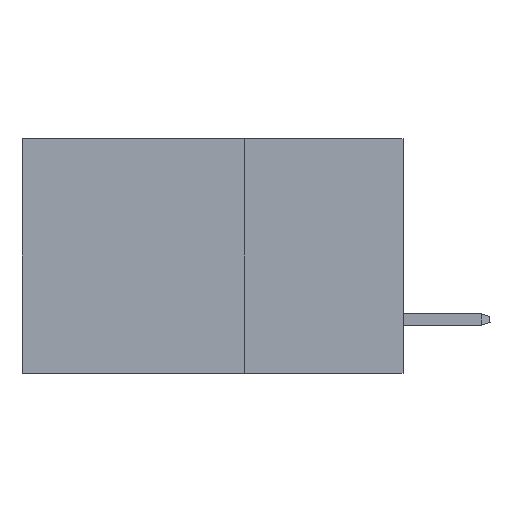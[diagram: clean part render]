
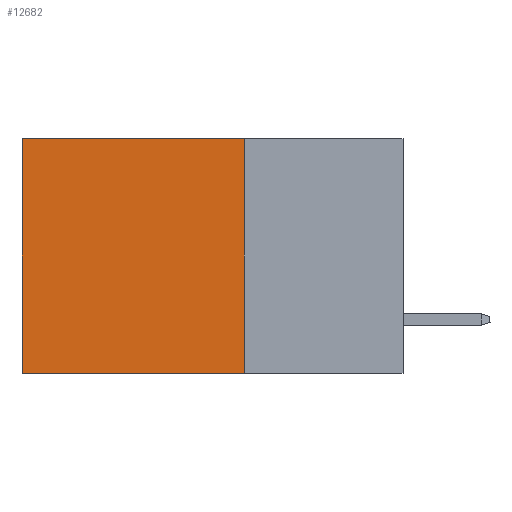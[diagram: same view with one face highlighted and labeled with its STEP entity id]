
A CAD part, left-side view. The second image highlights one B-rep face of the part: STEP entity #12682.
In plain terms, the highlighted planar face has unit normal (-1, 0, 0).
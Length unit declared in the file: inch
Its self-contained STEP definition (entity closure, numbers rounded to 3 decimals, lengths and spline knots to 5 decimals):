
#400 = ORIENTED_EDGE ( 'NONE', *, *, #5786, .T. ) ;
#1364 = VERTEX_POINT ( 'NONE', #17368 ) ;
#1460 = DIRECTION ( 'NONE',  ( 0., 0., -1. ) ) ;
#2102 = DIRECTION ( 'NONE',  ( 0., 0., -1. ) ) ;
#2256 = CARTESIAN_POINT ( 'NONE',  ( 0.2875, 0.25, -0.37 ) ) ;
#2266 = CARTESIAN_POINT ( 'NONE',  ( 0.2875, 0.25, 0. ) ) ;
#2352 = DIRECTION ( 'NONE',  ( 0., 1., 0. ) ) ;
#3027 = VECTOR ( 'NONE', #2352, 39.37008 ) ;
#3561 = CARTESIAN_POINT ( 'NONE',  ( 0.2875, 0.25, 0. ) ) ;
#3705 = LINE ( 'NONE', #9923, #5041 ) ;
#4613 = EDGE_CURVE ( 'NONE', #6856, #1364, #16113, .T. ) ;
#5041 = VECTOR ( 'NONE', #2102, 39.37008 ) ;
#5221 = EDGE_LOOP ( 'NONE', ( #400, #5945, #19002, #18107 ) ) ;
#5468 = CARTESIAN_POINT ( 'NONE',  ( 0.2875, 0.6, -0.37 ) ) ;
#5786 = EDGE_CURVE ( 'NONE', #1364, #15026, #5813, .T. ) ;
#5813 = LINE ( 'NONE', #10287, #10526 ) ;
#5945 = ORIENTED_EDGE ( 'NONE', *, *, #19600, .F. ) ;
#5948 = VECTOR ( 'NONE', #8463, 39.37008 ) ;
#6856 = VERTEX_POINT ( 'NONE', #3561 ) ;
#8049 = EDGE_CURVE ( 'NONE', #6856, #15528, #3705, .T. ) ;
#8463 = DIRECTION ( 'NONE',  ( 0., 1., 0. ) ) ;
#8816 = PLANE ( 'NONE',  #11017 ) ;
#9586 = CARTESIAN_POINT ( 'NONE',  ( 0.2875, 0.25, -0.37 ) ) ;
#9923 = CARTESIAN_POINT ( 'NONE',  ( 0.2875, 0.25, 0. ) ) ;
#10287 = CARTESIAN_POINT ( 'NONE',  ( 0.2875, 0.6, 0. ) ) ;
#10526 = VECTOR ( 'NONE', #1460, 39.37008 ) ;
#11017 = AXIS2_PLACEMENT_3D ( 'NONE', #18166, #18061, #19375 ) ;
#12682 = ADVANCED_FACE ( 'NONE', ( #13617 ), #8816, .F. ) ;
#13617 = FACE_OUTER_BOUND ( 'NONE', #5221, .T. ) ;
#15026 = VERTEX_POINT ( 'NONE', #5468 ) ;
#15528 = VERTEX_POINT ( 'NONE', #9586 ) ;
#16113 = LINE ( 'NONE', #2266, #3027 ) ;
#17368 = CARTESIAN_POINT ( 'NONE',  ( 0.2875, 0.6, 0. ) ) ;
#18061 = DIRECTION ( 'NONE',  ( 1., 0., 0. ) ) ;
#18107 = ORIENTED_EDGE ( 'NONE', *, *, #4613, .T. ) ;
#18166 = CARTESIAN_POINT ( 'NONE',  ( 0.2875, 0.25, 0. ) ) ;
#19002 = ORIENTED_EDGE ( 'NONE', *, *, #8049, .F. ) ;
#19116 = LINE ( 'NONE', #2256, #5948 ) ;
#19375 = DIRECTION ( 'NONE',  ( 0., 0., -1. ) ) ;
#19600 = EDGE_CURVE ( 'NONE', #15528, #15026, #19116, .T. ) ;
